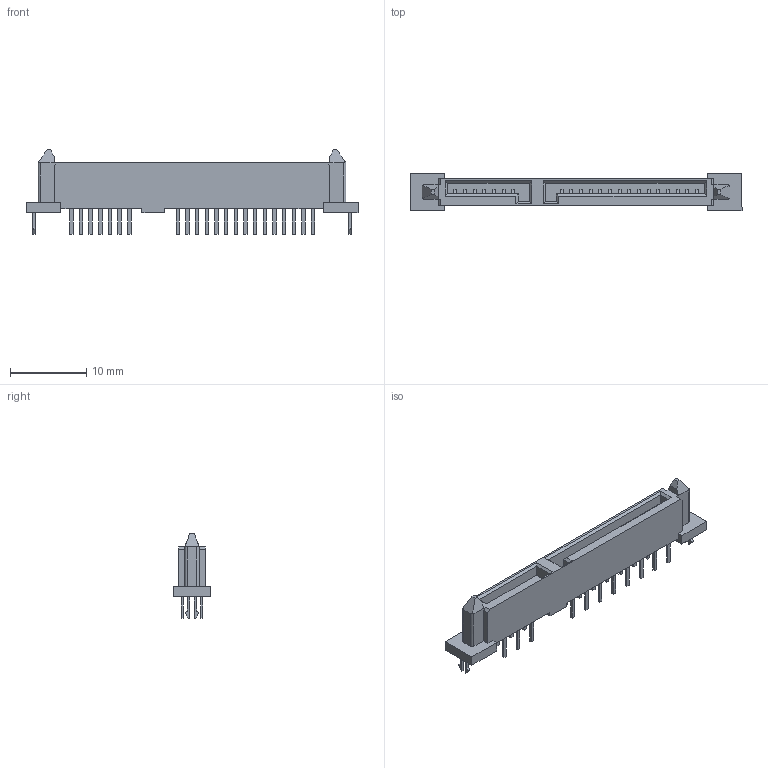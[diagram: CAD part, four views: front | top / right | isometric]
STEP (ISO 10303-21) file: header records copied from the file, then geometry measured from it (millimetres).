
FILE_DESCRIPTION (( 'STEP AP214' ), '1' );
FILE_NAME ('CONN-TH_HDGCYLSY-SATA-113.STEP', '2024-10-13T03:46:56', ( 'User' ), ( 'China' ), 'SwSTEP 2.0', 'SolidWorks 2020', '' );
FILE_SCHEMA (( 'AUTOMOTIVE_DESIGN' ));
Length unit declared in the file: millimetre
Products named in the file (1): CONN-TH_HDGCYLSY-SATA-113
Bounding box: 43.6 x 4.9 x 11.1 mm (x, y, z)
Volume: 638.8 mm3; surface area: 1425.7 mm2
Topology: 1 solids, 1 shells, 534 faces, 1373 edges, 910 vertices
Faces by surface type: plane 388, bspline 98, cylinder 48
Entity records: 22489 total; most frequent: CARTESIAN_POINT 4168, ORIENTED_EDGE 2746, DIRECTION 2131, EDGE_CURVE 1373, LINE 1073, VECTOR 1073, VERTEX_POINT 910, EDGE_LOOP 603
